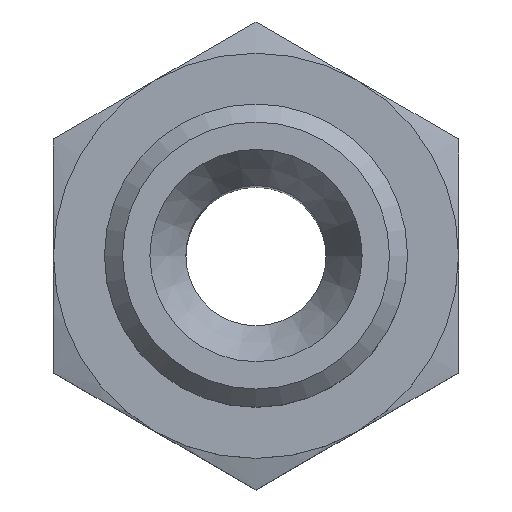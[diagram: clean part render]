
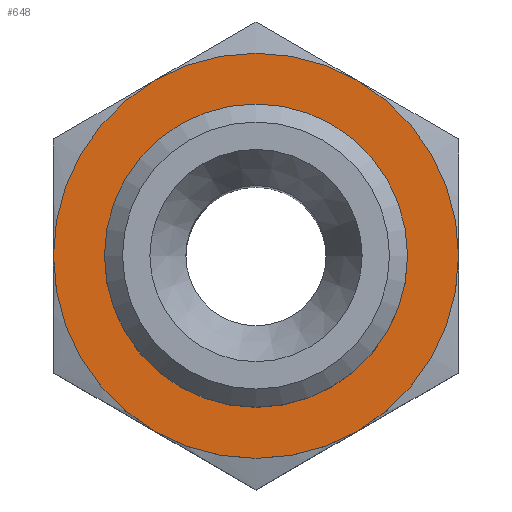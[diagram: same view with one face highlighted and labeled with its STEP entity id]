
A CAD part, top view. The second image highlights one B-rep face of the part: STEP entity #648.
In plain terms, the highlighted planar face has unit normal (0, 0, 1).
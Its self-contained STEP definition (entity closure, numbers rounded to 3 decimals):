
#38=PLANE('',#701);
#64=CIRCLE('',#700,4.864);
#65=CIRCLE('',#702,6.5);
#116=ORIENTED_EDGE('',*,*,#224,.F.);
#117=ORIENTED_EDGE('',*,*,#223,.T.);
#223=EDGE_CURVE('',#266,#266,#64,.T.);
#224=EDGE_CURVE('',#267,#267,#65,.T.);
#266=VERTEX_POINT('',#1004);
#267=VERTEX_POINT('',#1007);
#318=EDGE_LOOP('',(#116));
#319=EDGE_LOOP('',(#117));
#364=FACE_BOUND('',#318,.T.);
#365=FACE_BOUND('',#319,.T.);
#648=ADVANCED_FACE('',(#364,#365),#38,.F.);
#700=AXIS2_PLACEMENT_3D('',#1003,#789,#790);
#701=AXIS2_PLACEMENT_3D('',#1005,#791,#792);
#702=AXIS2_PLACEMENT_3D('',#1006,#793,#794);
#789=DIRECTION('',(0.,0.,-1.));
#790=DIRECTION('',(-1.,0.,0.));
#791=DIRECTION('',(0.,0.,-1.));
#792=DIRECTION('',(-1.,0.,0.));
#793=DIRECTION('',(0.,0.,-1.));
#794=DIRECTION('',(-1.,0.,0.));
#1003=CARTESIAN_POINT('',(0.,0.,-5.));
#1004=CARTESIAN_POINT('',(-4.864,0.,-5.));
#1005=CARTESIAN_POINT('',(0.,4.864,-5.));
#1006=CARTESIAN_POINT('',(0.,0.,-5.));
#1007=CARTESIAN_POINT('',(-6.5,0.,-5.));
